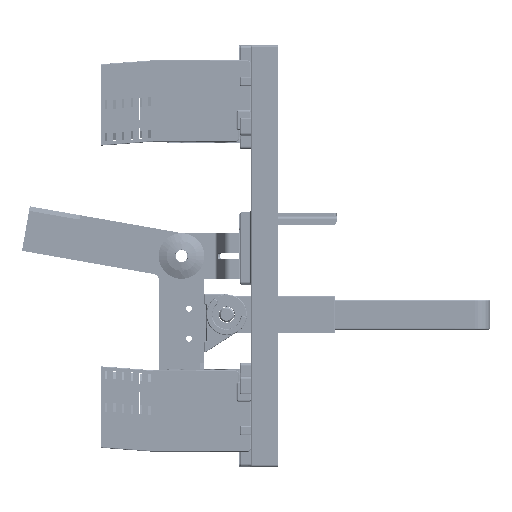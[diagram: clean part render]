
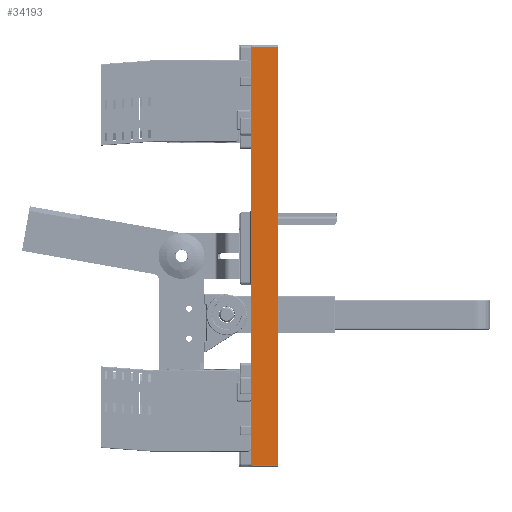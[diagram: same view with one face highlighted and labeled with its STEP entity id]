
A CAD part, left-side view. The second image highlights one B-rep face of the part: STEP entity #34193.
In plain terms, the highlighted planar face has unit normal (-1, 0, 0).
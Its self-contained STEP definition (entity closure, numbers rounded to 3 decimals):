
#1589=DIRECTION('',(0.,0.,1.));
#1590=VECTOR('',#1589,278.);
#1591=CARTESIAN_POINT('',(-137.5,17.,-94.));
#1592=LINE('',#1591,#1590);
#1593=DIRECTION('',(0.,0.,-1.));
#1594=VECTOR('',#1593,278.);
#1595=CARTESIAN_POINT('',(-137.5,0.,184.));
#1596=LINE('',#1595,#1594);
#3133=DIRECTION('',(0.,1.,0.));
#3134=VECTOR('',#3133,17.);
#3135=CARTESIAN_POINT('',(-137.5,0.,184.));
#3136=LINE('',#3135,#3134);
#15663=DIRECTION('',(0.,-1.,0.));
#15664=VECTOR('',#15663,17.);
#15665=CARTESIAN_POINT('',(-137.5,17.,-94.));
#15666=LINE('',#15665,#15664);
#26389=CARTESIAN_POINT('',(-137.5,0.,-94.));
#26390=VERTEX_POINT('',#26389);
#28766=CARTESIAN_POINT('',(-137.5,17.,-94.));
#28767=VERTEX_POINT('',#28766);
#29070=CARTESIAN_POINT('',(-137.5,0.,184.));
#29072=VERTEX_POINT('',#29070);
#30265=CARTESIAN_POINT('',(-137.5,17.,184.));
#30266=VERTEX_POINT('',#30265);
#34179=CARTESIAN_POINT('',(-137.5,0.,-95.));
#34180=DIRECTION('',(-1.,0.,0.));
#34181=DIRECTION('',(0.,0.,1.));
#34182=AXIS2_PLACEMENT_3D('',#34179,#34180,#34181);
#34183=PLANE('',#34182);
#34185=ORIENTED_EDGE('',*,*,#34184,.T.);
#34187=ORIENTED_EDGE('',*,*,#34186,.F.);
#34188=ORIENTED_EDGE('',*,*,#33350,.T.);
#34190=ORIENTED_EDGE('',*,*,#34189,.F.);
#34191=EDGE_LOOP('',(#34185,#34187,#34188,#34190));
#34192=FACE_OUTER_BOUND('',#34191,.F.);
#33350=EDGE_CURVE('',#29072,#26390,#1596,.T.);
#34184=EDGE_CURVE('',#28767,#30266,#1592,.T.);
#34186=EDGE_CURVE('',#29072,#30266,#3136,.T.);
#34189=EDGE_CURVE('',#28767,#26390,#15666,.T.);
#34193=ADVANCED_FACE('',(#34192),#34183,.T.);
